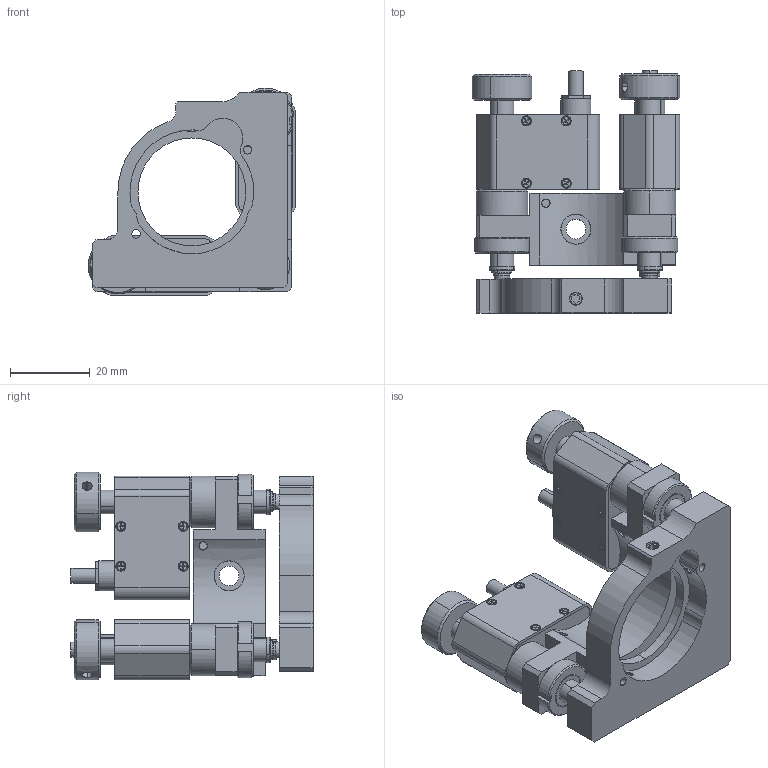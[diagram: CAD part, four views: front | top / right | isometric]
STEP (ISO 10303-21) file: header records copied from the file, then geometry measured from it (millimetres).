
FILE_DESCRIPTION (( 'STEP AP203' ), '1' );
FILE_NAME ('MTPAM-MHG-MP30-NL.STEP', '2024-09-18T04:49:34', ( '' ), ( '' ), 'SwSTEP 2.0', 'SolidWorks 2013', '' );
FILE_SCHEMA (( 'CONFIG_CONTROL_DESIGN' ));
Length unit declared in the file: millimetre
Products named in the file (6): 僱僕ASSEM-50mm_棉太倌; PAM6-13R-C_Temp_蹬怮椔; PAM6-13CR_蹬怮椔; 20230426-D2　MHG-MP30-NL_ﾃﾞﾌｫﾙﾄ; MTPAM-MHG-MP30-NL; 屌掕僫僢僩M9.5_棉太倌
Assembly tree (7 placements, depth 3):
  MTPAM-MHG-MP30-NL
    20230426-D2　MHG-MP30-NL_ﾃﾞﾌｫﾙﾄ
    屌掕僫僢僩M9.5_棉太倌  x2
    PAM6-13R-C_Temp_蹬怮椔  x2
      PAM6-13CR_蹬怮椔
      僱僕ASSEM-50mm_棉太倌
Bounding box: 52.04 x 60.6 x 52.04 mm (x, y, z)
Volume: 22738.1 mm3; surface area: 27634.2 mm2
Topology: 11 solids, 51 shells, 788 faces, 2047 edges, 1320 vertices
Faces by surface type: plane 386, cylinder 250, cone 146, sphere 4, bspline 2
Entity records: 18387 total; most frequent: CARTESIAN_POINT 4936, DIRECTION 2642, ORIENTED_EDGE 2568, EDGE_CURVE 1343, AXIS2_PLACEMENT_3D 974, VERTEX_POINT 876, VECTOR 694, LINE 694
